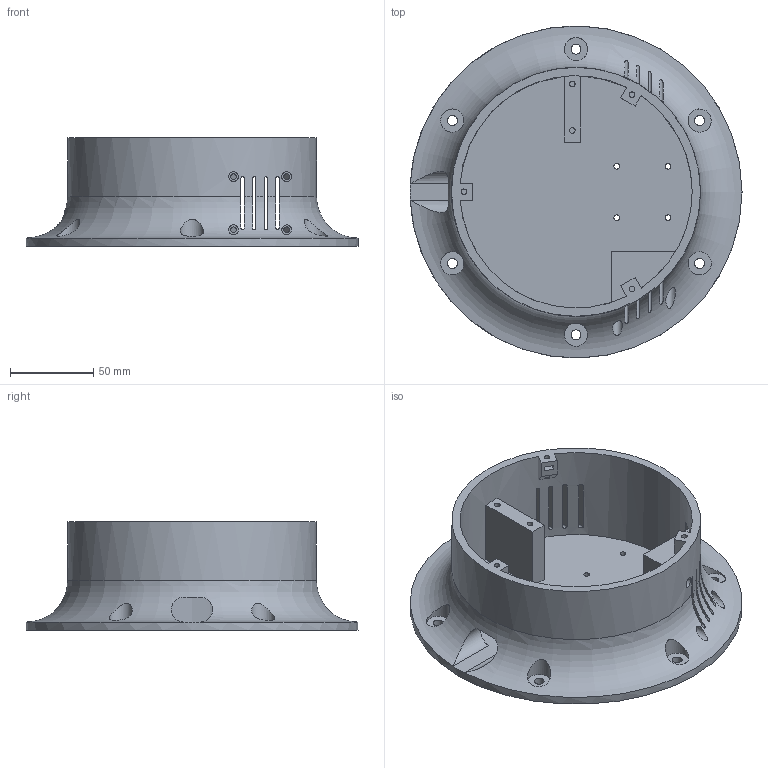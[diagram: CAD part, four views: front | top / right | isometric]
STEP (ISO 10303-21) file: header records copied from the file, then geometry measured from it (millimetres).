
FILE_DESCRIPTION(('FreeCAD Model'),'2;1');
FILE_NAME('BaseBot.step', '2017-08-17T10:19:18',('Author'),(''), 'Open CASCADE STEP processor 6.8','FreeCAD','Unknown');
FILE_SCHEMA(('AUTOMOTIVE_DESIGN_CC2 { 1 2 10303 214 -1 1 5 4 }'));
Length unit declared in the file: millimetre
Products named in the file (2): ASSEMBLY; BaseBot
Assembly tree (1 placements, depth 2):
  ASSEMBLY
    BaseBot
Bounding box: 200 x 200 x 65.5 mm (x, y, z)
Volume: 389876.5 mm3; surface area: 134402.5 mm2
Topology: 1 solids, 1 shells, 147 faces, 417 edges, 284 vertices
Faces by surface type: plane 87, cylinder 59, torus 1
Full cylindrical faces by diameter (mm): 3.4 x18, 5.9 x4, 6 x6, 6.8 x4, 14 x6, 140 x1, 150 x1, 200 x1
Entity records: 26643 total; most frequent: CARTESIAN_POINT 18772, DIRECTION 1261, ORIENTED_EDGE 834, PCURVE 834, DEFINITIONAL_REPRESENTATION 834, LINE 679, VECTOR 679, EDGE_CURVE 417
